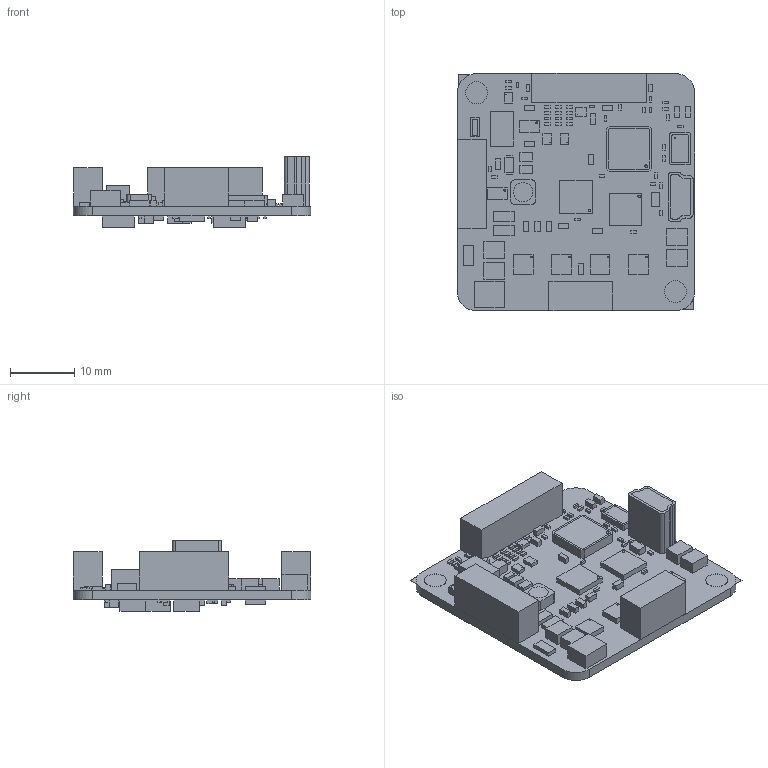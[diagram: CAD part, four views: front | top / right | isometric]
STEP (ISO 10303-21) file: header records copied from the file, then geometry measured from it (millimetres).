
FILE_DESCRIPTION(('STEP AP214'),'1');
FILE_NAME('07006613_TMCM-1140_V13.step','2016-07-25T11:09:40',(' '),(' '),'Spatial InterOp 3D',' ',' ');
FILE_SCHEMA(('automotive_design'));
Length unit declared in the file: millimetre
Products named in the file (29): 1; 2; 3; 4; 5; 6; 7; 8; 9; 10; 11; 12; 13; 14; 15; 16; 17; 18; 19; 20; 21; 22; 23; 24; 25; 26; 27; 28; 29
Bounding box: 37 x 37.04 x 10.98 mm (x, y, z)
Volume: 4239.6 mm3; surface area: 5074.3 mm2
Topology: 29 solids, 29 shells, 770 faces, 1782 edges, 1188 vertices
Faces by surface type: plane 696, cylinder 74
Entity records: 28346 total; most frequent: CARTESIAN_POINT 3769, ORIENTED_EDGE 3564, DIRECTION 3532, EDGE_CURVE 1782, LINE 1630, VECTOR 1630, VERTEX_POINT 1188, AXIS2_PLACEMENT_3D 951
